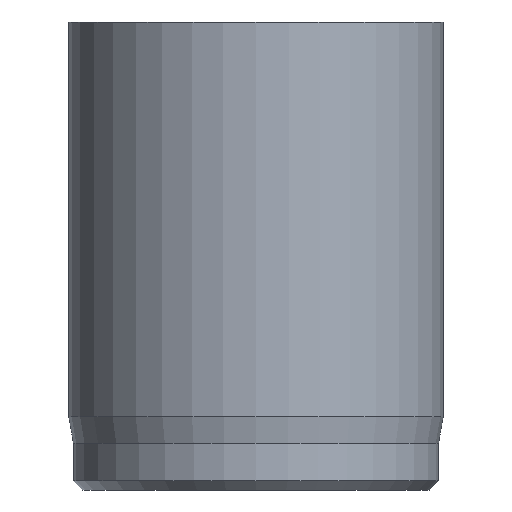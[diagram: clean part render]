
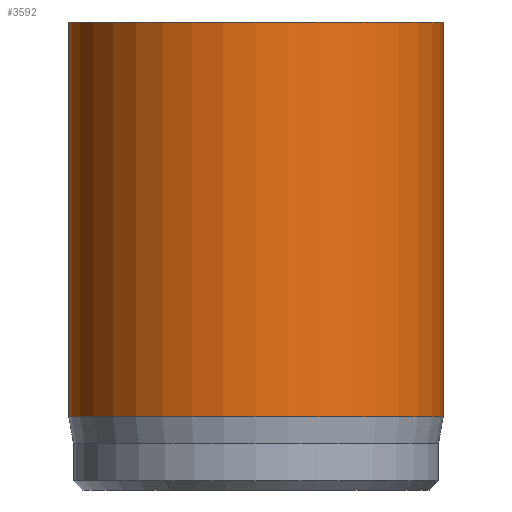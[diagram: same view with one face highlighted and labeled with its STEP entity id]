
A CAD part, front view. The second image highlights one B-rep face of the part: STEP entity #3592.
In plain terms, the highlighted cylindrical face has radius 4 mm (diameter 8 mm), a full revolution.
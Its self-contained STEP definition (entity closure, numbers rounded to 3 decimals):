
#31=CYLINDRICAL_SURFACE('',#3762,4.);
#44=CIRCLE('',#3738,4.);
#55=CIRCLE('',#3760,4.);
#56=CIRCLE('',#3761,4.);
#277=FACE_OUTER_BOUND('',#495,.T.);
#495=EDGE_LOOP('',(#2952,#2953,#2954,#2955,#2956));
#717=LINE('',#6491,#949);
#949=VECTOR('',#4060,4.);
#1548=VERTEX_POINT('',#6447);
#1559=VERTEX_POINT('',#6485);
#1560=VERTEX_POINT('',#6486);
#2028=EDGE_CURVE('',#1548,#1548,#44,.T.);
#2044=EDGE_CURVE('',#1559,#1560,#55,.T.);
#2045=EDGE_CURVE('',#1560,#1559,#56,.T.);
#2047=EDGE_CURVE('',#1548,#1559,#717,.T.);
#2952=ORIENTED_EDGE('',*,*,#2028,.T.);
#2953=ORIENTED_EDGE('',*,*,#2047,.T.);
#2954=ORIENTED_EDGE('',*,*,#2044,.T.);
#2955=ORIENTED_EDGE('',*,*,#2045,.T.);
#2956=ORIENTED_EDGE('',*,*,#2047,.F.);
#3592=ADVANCED_FACE('',(#277),#31,.T.);
#3738=AXIS2_PLACEMENT_3D('',#6448,#4004,#4005);
#3760=AXIS2_PLACEMENT_3D('',#6487,#4053,#4054);
#3761=AXIS2_PLACEMENT_3D('',#6488,#4055,#4056);
#3762=AXIS2_PLACEMENT_3D('',#6490,#4058,#4059);
#4004=DIRECTION('center_axis',(0.,0.,-1.));
#4005=DIRECTION('ref_axis',(-1.,0.,0.));
#4053=DIRECTION('center_axis',(0.,0.,1.));
#4054=DIRECTION('ref_axis',(-1.,0.,0.));
#4055=DIRECTION('center_axis',(0.,0.,1.));
#4056=DIRECTION('ref_axis',(-1.,0.,0.));
#4058=DIRECTION('center_axis',(0.,0.,1.));
#4059=DIRECTION('ref_axis',(-1.,0.,0.));
#4060=DIRECTION('',(0.,0.,-1.));
#6447=CARTESIAN_POINT('',(4.,0.,10.));
#6448=CARTESIAN_POINT('Origin',(0.,0.,10.));
#6485=CARTESIAN_POINT('',(4.,0.,1.567));
#6486=CARTESIAN_POINT('',(-4.,0.,1.567));
#6487=CARTESIAN_POINT('Origin',(0.,0.,1.567));
#6488=CARTESIAN_POINT('Origin',(0.,0.,1.567));
#6490=CARTESIAN_POINT('Origin',(0.,0.,0.));
#6491=CARTESIAN_POINT('',(4.,0.,0.));
